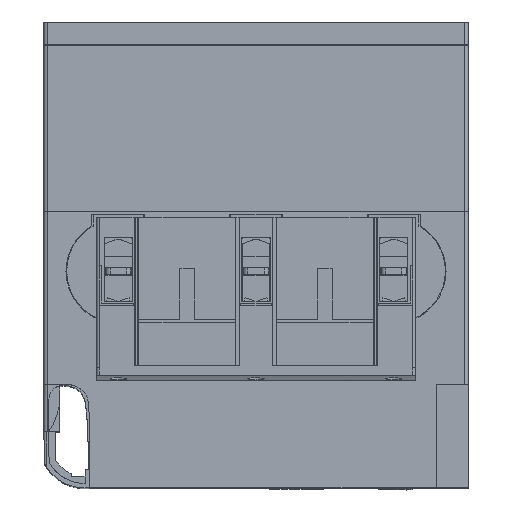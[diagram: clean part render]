
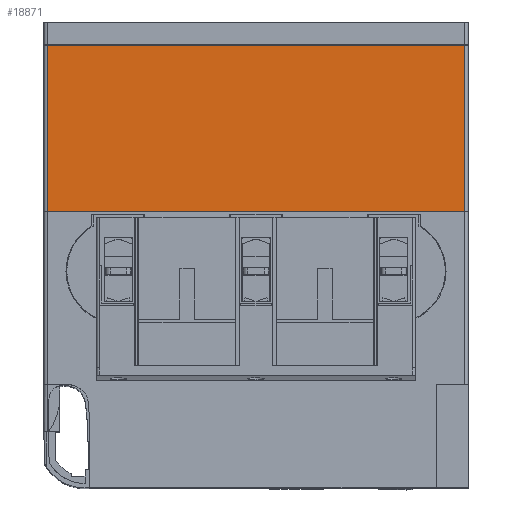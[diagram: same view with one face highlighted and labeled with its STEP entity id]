
A CAD part, top view. The second image highlights one B-rep face of the part: STEP entity #18871.
In plain terms, the highlighted planar face has unit normal (0, 0, 1).
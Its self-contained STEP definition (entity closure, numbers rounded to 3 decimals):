
#18187=VERTEX_POINT('',#48514);
#18871=ADVANCED_FACE('',(#49263),#49264,.T.);
#19493=EDGE_CURVE('',#18187,#33639,#49937,.T.);
#30873=EDGE_CURVE('',#32233,#33639,#62440,.T.);
#32233=VERTEX_POINT('',#63929);
#33639=VERTEX_POINT('',#65487);
#34547=VERTEX_POINT('',#66481);
#35373=EDGE_CURVE('',#34547,#18187,#67396,.T.);
#43133=EDGE_CURVE('',#34547,#32233,#75913,.T.);
#48514=CARTESIAN_POINT('',(-91.0,-82.5,127.8));
#49263=FACE_OUTER_BOUND('',#85111,.T.);
#49264=PLANE('',#85112);
#49937=LINE('',#86243,#86244);
#62440=LINE('',#107133,#107134);
#63929=CARTESIAN_POINT('',(91.0,-10.0,127.8));
#65487=CARTESIAN_POINT('',(91.0,-82.5,127.8));
#66481=CARTESIAN_POINT('',(-91.0,-10.0,127.8));
#67396=LINE('',#115374,#115375);
#75913=LINE('',#129414,#129415);
#85111=EDGE_LOOP('',(#137056,#137057,#137058,#137059));
#85112=AXIS2_PLACEMENT_3D('',#137060,#137061,#137062);
#86243=CARTESIAN_POINT('',(91.0,-82.5,127.8));
#86244=VECTOR('',#137703,1.0);
#107133=CARTESIAN_POINT('',(91.0,0.0,127.8));
#107134=VECTOR('',#151524,1.0);
#115374=CARTESIAN_POINT('',(-91.0,0.0,127.8));
#115375=VECTOR('',#157173,1.0);
#129414=CARTESIAN_POINT('',(0.375,-10.0,127.8));
#129415=VECTOR('',#166217,1.0);
#137056=ORIENTED_EDGE('',*,*,#43133,.F.);
#137057=ORIENTED_EDGE('',*,*,#35373,.T.);
#137058=ORIENTED_EDGE('',*,*,#19493,.T.);
#137059=ORIENTED_EDGE('',*,*,#30873,.F.);
#137060=CARTESIAN_POINT('',(-91.0,0.0,127.8));
#137061=DIRECTION('',(0.0,0.0,1.0));
#137062=DIRECTION('',(-1.0,0.0,0.0));
#137703=DIRECTION('',(1.0,0.0,0.0));
#151524=DIRECTION('',(0.0,-1.0,0.0));
#157173=DIRECTION('',(0.0,-1.0,0.0));
#166217=DIRECTION('',(1.0,0.0,-0.0));
